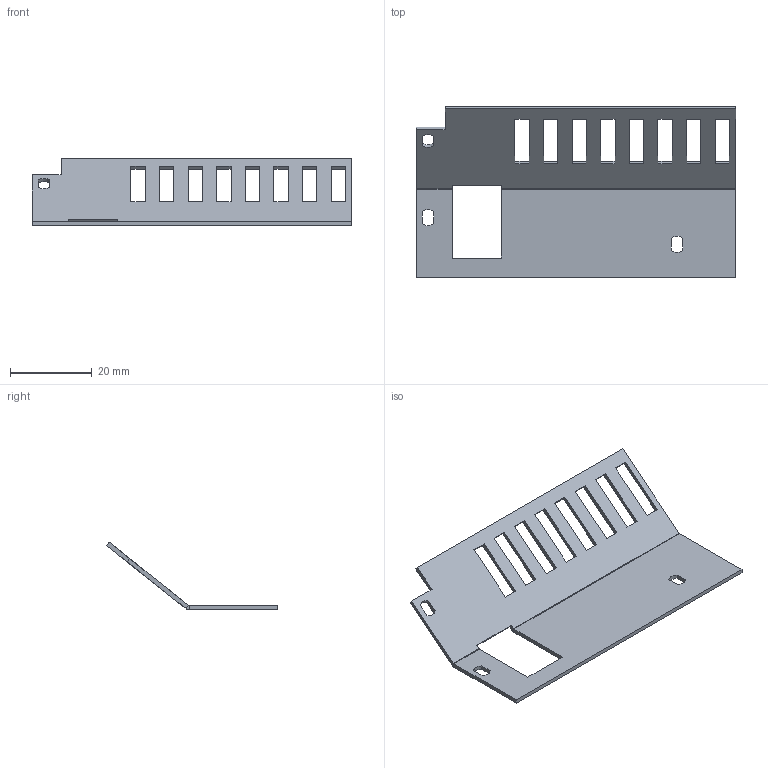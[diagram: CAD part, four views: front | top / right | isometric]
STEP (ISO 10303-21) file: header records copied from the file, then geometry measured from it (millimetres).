
FILE_DESCRIPTION (( 'STEP AP214' ), '1' );
FILE_NAME ('Carriage - Counter Cover.STEP', '2025-07-06T08:34:36', ( '' ), ( '' ), 'SwSTEP 2.0', 'SolidWorks 2025', '' );
FILE_SCHEMA (( 'AUTOMOTIVE_DESIGN' ));
Length unit declared in the file: millimetre
Products named in the file (1): Carriage - Counter Cover
Bounding box: 78.1 x 41.89 x 16.56 mm (x, y, z)
Volume: 2985.4 mm3; surface area: 6597.4 mm2
Topology: 1 solids, 1 shells, 70 faces, 194 edges, 124 vertices
Faces by surface type: plane 60, cylinder 10
Entity records: 2272 total; most frequent: CARTESIAN_POINT 389, ORIENTED_EDGE 388, DIRECTION 356, EDGE_CURVE 194, VECTOR 174, LINE 174, VERTEX_POINT 124, EDGE_LOOP 92
